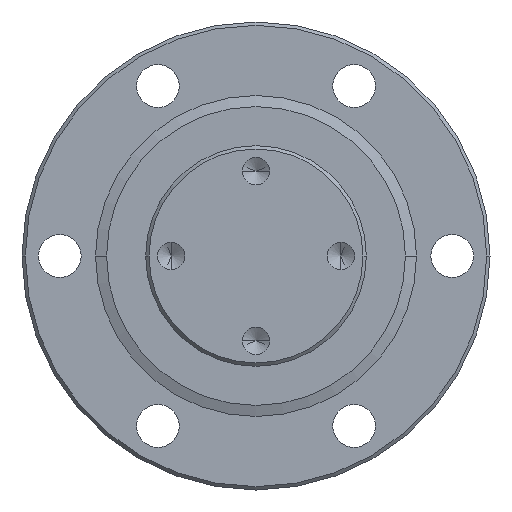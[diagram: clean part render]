
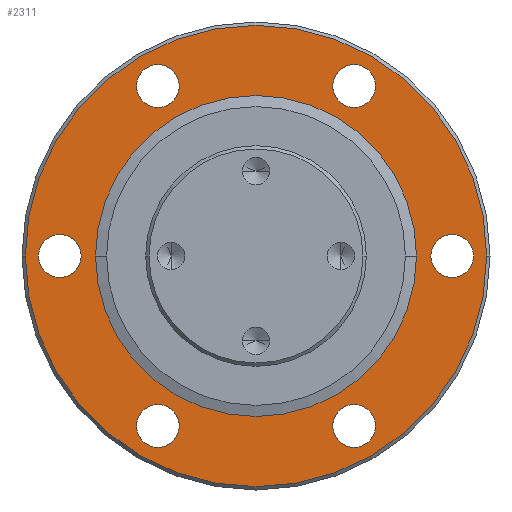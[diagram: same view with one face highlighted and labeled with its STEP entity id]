
A CAD part, front view. The second image highlights one B-rep face of the part: STEP entity #2311.
In plain terms, the highlighted planar face has unit normal (0, -1, 0).
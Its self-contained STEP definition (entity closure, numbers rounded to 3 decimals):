
#181=CARTESIAN_POINT('',(0.,0.,0.));
#182=DIRECTION('',(0.,1.,0.));
#183=DIRECTION('',(1.,0.,0.));
#184=AXIS2_PLACEMENT_3D('',#181,#182,#183);
#186=CARTESIAN_POINT('',(0.,0.,0.));
#187=DIRECTION('',(0.,1.,0.));
#188=DIRECTION('',(-1.,0.,0.));
#189=AXIS2_PLACEMENT_3D('',#186,#187,#188);
#191=CARTESIAN_POINT('',(14.675,0.,-25.418));
#192=DIRECTION('',(0.,-1.,0.));
#193=DIRECTION('',(0.5,0.,-0.866));
#194=AXIS2_PLACEMENT_3D('',#191,#192,#193);
#196=CARTESIAN_POINT('',(14.675,0.,-25.418));
#197=DIRECTION('',(0.,-1.,0.));
#198=DIRECTION('',(-0.5,0.,0.866));
#199=AXIS2_PLACEMENT_3D('',#196,#197,#198);
#201=CARTESIAN_POINT('',(-14.675,0.,-25.418));
#202=DIRECTION('',(0.,-1.,0.));
#203=DIRECTION('',(-0.5,0.,-0.866));
#204=AXIS2_PLACEMENT_3D('',#201,#202,#203);
#206=CARTESIAN_POINT('',(-14.675,0.,-25.418));
#207=DIRECTION('',(0.,-1.,0.));
#208=DIRECTION('',(0.5,0.,0.866));
#209=AXIS2_PLACEMENT_3D('',#206,#207,#208);
#211=CARTESIAN_POINT('',(-29.35,0.,0.));
#212=DIRECTION('',(0.,-1.,0.));
#213=DIRECTION('',(-1.,0.,0.));
#214=AXIS2_PLACEMENT_3D('',#211,#212,#213);
#216=CARTESIAN_POINT('',(-29.35,0.,0.));
#217=DIRECTION('',(0.,-1.,0.));
#218=DIRECTION('',(1.,0.,0.));
#219=AXIS2_PLACEMENT_3D('',#216,#217,#218);
#221=CARTESIAN_POINT('',(-14.675,0.,25.418));
#222=DIRECTION('',(0.,-1.,0.));
#223=DIRECTION('',(-0.5,0.,0.866));
#224=AXIS2_PLACEMENT_3D('',#221,#222,#223);
#226=CARTESIAN_POINT('',(-14.675,0.,25.418));
#227=DIRECTION('',(0.,-1.,0.));
#228=DIRECTION('',(0.5,0.,-0.866));
#229=AXIS2_PLACEMENT_3D('',#226,#227,#228);
#231=CARTESIAN_POINT('',(14.675,0.,25.418));
#232=DIRECTION('',(0.,-1.,0.));
#233=DIRECTION('',(0.5,0.,0.866));
#234=AXIS2_PLACEMENT_3D('',#231,#232,#233);
#236=CARTESIAN_POINT('',(14.675,0.,25.418));
#237=DIRECTION('',(0.,-1.,0.));
#238=DIRECTION('',(-0.5,0.,-0.866));
#239=AXIS2_PLACEMENT_3D('',#236,#237,#238);
#241=CARTESIAN_POINT('',(0.,0.,0.));
#242=DIRECTION('',(0.,-1.,0.));
#243=DIRECTION('',(-1.,0.,0.));
#244=AXIS2_PLACEMENT_3D('',#241,#242,#243);
#246=CARTESIAN_POINT('',(0.,0.,0.));
#247=DIRECTION('',(0.,-1.,0.));
#248=DIRECTION('',(1.,0.,0.));
#249=AXIS2_PLACEMENT_3D('',#246,#247,#248);
#251=CARTESIAN_POINT('',(29.35,0.,0.));
#252=DIRECTION('',(0.,-1.,0.));
#253=DIRECTION('',(1.,0.,0.));
#254=AXIS2_PLACEMENT_3D('',#251,#252,#253);
#256=CARTESIAN_POINT('',(29.35,0.,0.));
#257=DIRECTION('',(0.,-1.,0.));
#258=DIRECTION('',(-1.,0.,0.));
#259=AXIS2_PLACEMENT_3D('',#256,#257,#258);
#1635=CARTESIAN_POINT('',(32.55,0.,0.));
#1637=VERTEX_POINT('',#1635);
#1638=CARTESIAN_POINT('',(26.15,0.,0.));
#1639=VERTEX_POINT('',#1638);
#1774=CARTESIAN_POINT('',(24.,0.,0.));
#1775=VERTEX_POINT('',#1774);
#1776=CARTESIAN_POINT('',(-24.,0.,0.));
#1777=VERTEX_POINT('',#1776);
#1779=CARTESIAN_POINT('',(16.275,0.,28.189));
#1781=VERTEX_POINT('',#1779);
#1782=CARTESIAN_POINT('',(13.075,0.,22.647));
#1783=VERTEX_POINT('',#1782);
#1787=CARTESIAN_POINT('',(-16.275,0.,28.189));
#1789=VERTEX_POINT('',#1787);
#1790=CARTESIAN_POINT('',(-13.075,0.,22.647));
#1791=VERTEX_POINT('',#1790);
#1795=CARTESIAN_POINT('',(-32.55,0.,0.));
#1797=VERTEX_POINT('',#1795);
#1798=CARTESIAN_POINT('',(-26.15,0.,0.));
#1799=VERTEX_POINT('',#1798);
#1803=CARTESIAN_POINT('',(-16.275,0.,-28.189));
#1805=VERTEX_POINT('',#1803);
#1806=CARTESIAN_POINT('',(-13.075,0.,-22.647));
#1807=VERTEX_POINT('',#1806);
#1854=CARTESIAN_POINT('',(-34.5,0.,0.));
#1855=VERTEX_POINT('',#1854);
#1856=CARTESIAN_POINT('',(34.5,0.,0.));
#1857=VERTEX_POINT('',#1856);
#1863=CARTESIAN_POINT('',(16.275,0.,-28.189));
#1865=VERTEX_POINT('',#1863);
#1866=CARTESIAN_POINT('',(13.075,0.,-22.647));
#1867=VERTEX_POINT('',#1866);
#2260=CARTESIAN_POINT('',(0.,0.,24.));
#2261=DIRECTION('',(0.,-1.,0.));
#2262=DIRECTION('',(0.,0.,-1.));
#2263=AXIS2_PLACEMENT_3D('',#2260,#2261,#2262);
#2264=PLANE('',#2263);
#2265=ORIENTED_EDGE('',*,*,#2251,.T.);
#2266=ORIENTED_EDGE('',*,*,#2239,.T.);
#2267=EDGE_LOOP('',(#2265,#2266));
#2268=FACE_OUTER_BOUND('',#2267,.F.);
#2270=ORIENTED_EDGE('',*,*,#2269,.T.);
#2272=ORIENTED_EDGE('',*,*,#2271,.T.);
#2273=EDGE_LOOP('',(#2270,#2272));
#2274=FACE_BOUND('',#2273,.F.);
#2276=ORIENTED_EDGE('',*,*,#2275,.T.);
#2278=ORIENTED_EDGE('',*,*,#2277,.T.);
#2279=EDGE_LOOP('',(#2276,#2278));
#2280=FACE_BOUND('',#2279,.F.);
#2282=ORIENTED_EDGE('',*,*,#2281,.T.);
#2284=ORIENTED_EDGE('',*,*,#2283,.T.);
#2285=EDGE_LOOP('',(#2282,#2284));
#2286=FACE_BOUND('',#2285,.F.);
#2288=ORIENTED_EDGE('',*,*,#2287,.T.);
#2290=ORIENTED_EDGE('',*,*,#2289,.T.);
#2291=EDGE_LOOP('',(#2288,#2290));
#2292=FACE_BOUND('',#2291,.F.);
#2294=ORIENTED_EDGE('',*,*,#2293,.T.);
#2296=ORIENTED_EDGE('',*,*,#2295,.T.);
#2297=EDGE_LOOP('',(#2294,#2296));
#2298=FACE_BOUND('',#2297,.F.);
#2300=ORIENTED_EDGE('',*,*,#2299,.T.);
#2302=ORIENTED_EDGE('',*,*,#2301,.T.);
#2303=EDGE_LOOP('',(#2300,#2302));
#2304=FACE_BOUND('',#2303,.F.);
#2306=ORIENTED_EDGE('',*,*,#2305,.T.);
#2308=ORIENTED_EDGE('',*,*,#2307,.T.);
#2309=EDGE_LOOP('',(#2306,#2308));
#2310=FACE_BOUND('',#2309,.F.);
#2311=ADVANCED_FACE('',(#2268,#2274,#2280,#2286,#2292,#2298,#2304,#2310),#2264,
.T.);
#185=CIRCLE('',#184,34.5);
#190=CIRCLE('',#189,34.5);
#195=CIRCLE('',#194,3.2);
#200=CIRCLE('',#199,3.2);
#205=CIRCLE('',#204,3.2);
#210=CIRCLE('',#209,3.2);
#215=CIRCLE('',#214,3.2);
#220=CIRCLE('',#219,3.2);
#225=CIRCLE('',#224,3.2);
#230=CIRCLE('',#229,3.2);
#235=CIRCLE('',#234,3.2);
#240=CIRCLE('',#239,3.2);
#245=CIRCLE('',#244,24.);
#250=CIRCLE('',#249,24.);
#255=CIRCLE('',#254,3.2);
#260=CIRCLE('',#259,3.2);
#2239=EDGE_CURVE('',#1855,#1857,#190,.T.);
#2251=EDGE_CURVE('',#1857,#1855,#185,.T.);
#2269=EDGE_CURVE('',#1865,#1867,#195,.T.);
#2271=EDGE_CURVE('',#1867,#1865,#200,.T.);
#2275=EDGE_CURVE('',#1805,#1807,#205,.T.);
#2277=EDGE_CURVE('',#1807,#1805,#210,.T.);
#2281=EDGE_CURVE('',#1797,#1799,#215,.T.);
#2283=EDGE_CURVE('',#1799,#1797,#220,.T.);
#2287=EDGE_CURVE('',#1789,#1791,#225,.T.);
#2289=EDGE_CURVE('',#1791,#1789,#230,.T.);
#2293=EDGE_CURVE('',#1781,#1783,#235,.T.);
#2295=EDGE_CURVE('',#1783,#1781,#240,.T.);
#2299=EDGE_CURVE('',#1777,#1775,#245,.T.);
#2301=EDGE_CURVE('',#1775,#1777,#250,.T.);
#2305=EDGE_CURVE('',#1637,#1639,#255,.T.);
#2307=EDGE_CURVE('',#1639,#1637,#260,.T.);
